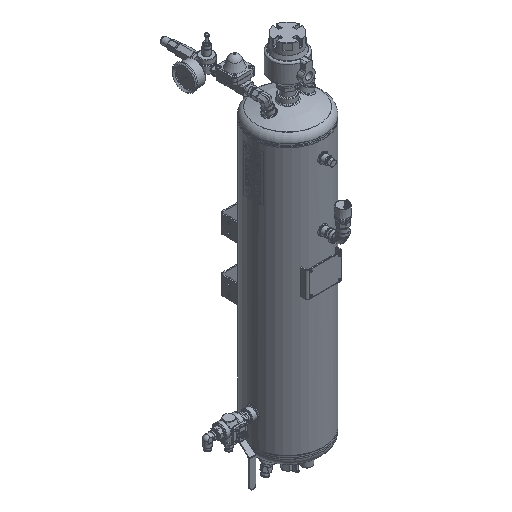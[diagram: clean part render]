
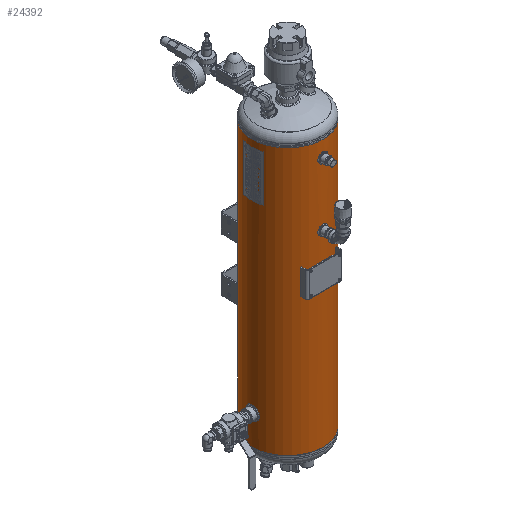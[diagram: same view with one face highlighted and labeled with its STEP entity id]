
A CAD part, isometric view. The second image highlights one B-rep face of the part: STEP entity #24392.
In plain terms, the highlighted cylindrical face has radius 100 mm (diameter 200 mm), a partial arc.
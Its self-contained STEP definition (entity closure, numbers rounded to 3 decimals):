
#1689=B_SPLINE_CURVE_WITH_KNOTS('',3,(#44237,#44238,#44239,#44240,#44241,
#44242,#44243,#44244,#44245,#44246,#44247,#44248,#44249,#44250,#44251,#44252,
#44253,#44254,#44255),.UNSPECIFIED.,.T.,.F.,(1,1,1,1,1,1,1,1,1,1,1,1,1,
1,1,1,1,1,1,1,1,1,1),(-0.012,-0.008,-0.004,
0.,0.004,0.008,0.012,
0.016,0.02,0.023,0.027,
0.031,0.035,0.039,0.043,
0.047,0.051,0.055,0.059,
0.063,0.066,0.07,0.074),
 .UNSPECIFIED.);
#1690=B_SPLINE_CURVE_WITH_KNOTS('',3,(#44257,#44258,#44259,#44260,#44261,
#44262,#44263,#44264,#44265,#44266,#44267,#44268,#44269,#44270,#44271,#44272,
#44273,#44274,#44275),.UNSPECIFIED.,.T.,.F.,(1,1,1,1,1,1,1,1,1,1,1,1,1,
1,1,1,1,1,1,1,1,1,1),(-0.012,-0.008,-0.004,
0.,0.004,0.008,0.012,0.016,
0.02,0.023,0.027,0.031,
0.035,0.039,0.043,0.047,
0.051,0.055,0.059,0.063,
0.066,0.07,0.074),.UNSPECIFIED.);
#1691=B_SPLINE_CURVE_WITH_KNOTS('',3,(#44277,#44278,#44279,#44280,#44281,
#44282,#44283,#44284,#44285,#44286,#44287,#44288,#44289,#44290,#44291,#44292,
#44293,#44294,#44295),.UNSPECIFIED.,.T.,.F.,(1,1,1,1,1,1,1,1,1,1,1,1,1,
1,1,1,1,1,1,1,1,1,1),(-0.018,-0.012,-0.006,
0.,0.006,0.012,0.018,
0.023,0.029,0.035,0.041,
0.047,0.053,0.059,0.065,
0.07,0.076,0.082,0.088,
0.094,0.1,0.106,0.112),
 .UNSPECIFIED.);
#2796=LINE('',#44297,#3980);
#2797=LINE('',#44302,#3981);
#3980=VECTOR('',#37408,1000.);
#3981=VECTOR('',#37411,1000.);
#5169=ORIENTED_EDGE('',*,*,#12133,.T.);
#5170=ORIENTED_EDGE('',*,*,#12134,.T.);
#5171=ORIENTED_EDGE('',*,*,#12135,.T.);
#5172=ORIENTED_EDGE('',*,*,#12136,.T.);
#5173=ORIENTED_EDGE('',*,*,#12137,.T.);
#5174=ORIENTED_EDGE('',*,*,#12138,.F.);
#5175=ORIENTED_EDGE('',*,*,#12139,.F.);
#12133=EDGE_CURVE('',#15615,#15615,#1689,.T.);
#12134=EDGE_CURVE('',#15616,#15616,#1690,.T.);
#12135=EDGE_CURVE('',#15617,#15617,#1691,.T.);
#12136=EDGE_CURVE('',#15618,#15619,#2796,.T.);
#12137=EDGE_CURVE('',#15619,#15620,#18033,.T.);
#12138=EDGE_CURVE('',#15621,#15620,#2797,.T.);
#12139=EDGE_CURVE('',#15618,#15621,#18034,.T.);
#15615=VERTEX_POINT('',#44256);
#15616=VERTEX_POINT('',#44276);
#15617=VERTEX_POINT('',#44296);
#15618=VERTEX_POINT('',#44298);
#15619=VERTEX_POINT('',#44299);
#15620=VERTEX_POINT('',#44301);
#15621=VERTEX_POINT('',#44303);
#18033=CIRCLE('',#34608,100.);
#18034=CIRCLE('',#34609,100.);
#19196=EDGE_LOOP('',(#5169));
#19197=EDGE_LOOP('',(#5170));
#19198=EDGE_LOOP('',(#5171));
#19199=EDGE_LOOP('',(#5172,#5173,#5174,#5175));
#21582=FACE_BOUND('',#19196,.T.);
#21583=FACE_BOUND('',#19197,.T.);
#21584=FACE_BOUND('',#19198,.T.);
#21585=FACE_BOUND('',#19199,.T.);
#23970=CYLINDRICAL_SURFACE('',#34607,100.);
#24392=ADVANCED_FACE('',(#21582,#21583,#21584,#21585),#23970,.T.);
#34607=AXIS2_PLACEMENT_3D('',#44236,#37406,#37407);
#34608=AXIS2_PLACEMENT_3D('',#44300,#37409,#37410);
#34609=AXIS2_PLACEMENT_3D('',#44304,#37412,#37413);
#37406=DIRECTION('',(0.,-1.,0.));
#37407=DIRECTION('',(0.,0.,-1.));
#37408=DIRECTION('',(0.,-1.,0.));
#37409=DIRECTION('',(0.,1.,0.));
#37410=DIRECTION('',(1.,0.,0.));
#37411=DIRECTION('',(0.,-1.,0.));
#37412=DIRECTION('',(0.,1.,0.));
#37413=DIRECTION('',(1.,0.,0.));
#44236=CARTESIAN_POINT('',(0.,750.,0.));
#44237=CARTESIAN_POINT('',(-9.473,48.444,-99.554));
#44238=CARTESIAN_POINT('',(-10.262,44.497,-99.471));
#44239=CARTESIAN_POINT('',(-9.477,40.569,-99.553));
#44240=CARTESIAN_POINT('',(-7.254,37.244,-99.75));
#44241=CARTESIAN_POINT('',(-3.93,35.023,-99.946));
#44242=CARTESIAN_POINT('',(-0.006,34.24,-100.027));
#44243=CARTESIAN_POINT('',(3.922,35.019,-99.946));
#44244=CARTESIAN_POINT('',(7.252,37.242,-99.75));
#44245=CARTESIAN_POINT('',(9.478,40.57,-99.553));
#44246=CARTESIAN_POINT('',(10.26,44.496,-99.472));
#44247=CARTESIAN_POINT('',(9.481,48.422,-99.553));
#44248=CARTESIAN_POINT('',(7.262,51.747,-99.749));
#44249=CARTESIAN_POINT('',(3.94,53.974,-99.945));
#44250=CARTESIAN_POINT('',(0.01,54.761,-100.027));
#44251=CARTESIAN_POINT('',(-3.923,53.981,-99.946));
#44252=CARTESIAN_POINT('',(-7.249,51.759,-99.75));
#44253=CARTESIAN_POINT('',(-9.473,48.444,-99.554));
#44254=CARTESIAN_POINT('',(-10.262,44.497,-99.471));
#44255=CARTESIAN_POINT('',(-9.477,40.569,-99.553));
#44256=CARTESIAN_POINT('',(-10.,44.5,-99.499));
#44257=CARTESIAN_POINT('',(-9.473,224.444,-99.554));
#44258=CARTESIAN_POINT('',(-10.262,220.497,-99.471));
#44259=CARTESIAN_POINT('',(-9.477,216.569,-99.553));
#44260=CARTESIAN_POINT('',(-7.254,213.244,-99.75));
#44261=CARTESIAN_POINT('',(-3.93,211.023,-99.946));
#44262=CARTESIAN_POINT('',(-0.006,210.24,-100.027));
#44263=CARTESIAN_POINT('',(3.922,211.019,-99.946));
#44264=CARTESIAN_POINT('',(7.252,213.242,-99.75));
#44265=CARTESIAN_POINT('',(9.478,216.57,-99.553));
#44266=CARTESIAN_POINT('',(10.26,220.496,-99.472));
#44267=CARTESIAN_POINT('',(9.481,224.422,-99.553));
#44268=CARTESIAN_POINT('',(7.262,227.747,-99.749));
#44269=CARTESIAN_POINT('',(3.94,229.974,-99.945));
#44270=CARTESIAN_POINT('',(0.01,230.761,-100.027));
#44271=CARTESIAN_POINT('',(-3.923,229.981,-99.946));
#44272=CARTESIAN_POINT('',(-7.249,227.759,-99.75));
#44273=CARTESIAN_POINT('',(-9.473,224.444,-99.554));
#44274=CARTESIAN_POINT('',(-10.262,220.497,-99.471));
#44275=CARTESIAN_POINT('',(-9.477,216.569,-99.553));
#44276=CARTESIAN_POINT('',(-10.,220.5,-99.499));
#44277=CARTESIAN_POINT('',(-98.994,672.42,14.208));
#44278=CARTESIAN_POINT('',(-98.806,666.495,15.395));
#44279=CARTESIAN_POINT('',(-98.993,660.6,14.214));
#44280=CARTESIAN_POINT('',(-99.436,655.617,10.88));
#44281=CARTESIAN_POINT('',(-99.878,652.286,5.9));
#44282=CARTESIAN_POINT('',(-100.061,651.109,0.009));
#44283=CARTESIAN_POINT('',(-99.879,652.279,-5.887));
#44284=CARTESIAN_POINT('',(-99.437,655.615,-10.879));
#44285=CARTESIAN_POINT('',(-98.992,660.601,-14.215));
#44286=CARTESIAN_POINT('',(-98.807,666.494,-15.391));
#44287=CARTESIAN_POINT('',(-98.992,672.387,-14.219));
#44288=CARTESIAN_POINT('',(-99.435,677.371,-10.892));
#44289=CARTESIAN_POINT('',(-99.877,680.709,-5.914));
#44290=CARTESIAN_POINT('',(-100.061,681.893,-0.013));
#44291=CARTESIAN_POINT('',(-99.878,680.72,5.889));
#44292=CARTESIAN_POINT('',(-99.437,677.387,10.874));
#44293=CARTESIAN_POINT('',(-98.994,672.42,14.208));
#44294=CARTESIAN_POINT('',(-98.806,666.495,15.395));
#44295=CARTESIAN_POINT('',(-98.993,660.6,14.214));
#44296=CARTESIAN_POINT('',(-98.869,666.5,15.));
#44297=CARTESIAN_POINT('',(0.254,801.561,100.));
#44298=CARTESIAN_POINT('',(0.254,750.,100.));
#44299=CARTESIAN_POINT('',(0.254,0.,100.));
#44300=CARTESIAN_POINT('',(0.,0.,0.));
#44301=CARTESIAN_POINT('',(-0.254,0.,100.));
#44302=CARTESIAN_POINT('',(-0.254,801.561,100.));
#44303=CARTESIAN_POINT('',(-0.254,750.,100.));
#44304=CARTESIAN_POINT('',(0.,750.,0.));
